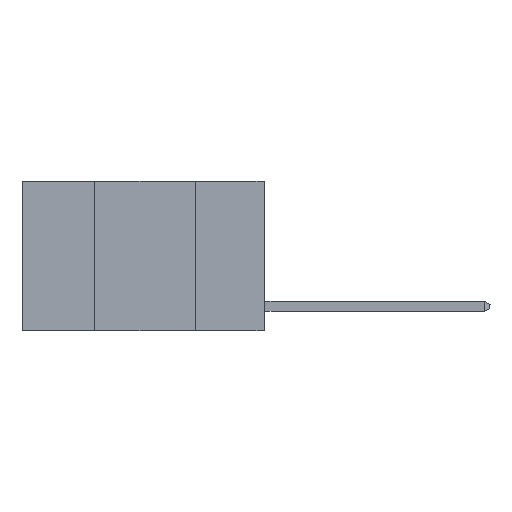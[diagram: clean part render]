
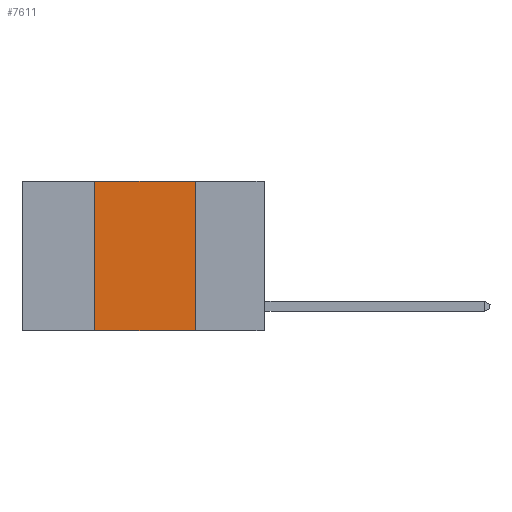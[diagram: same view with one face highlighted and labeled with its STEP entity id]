
A CAD part, left-side view. The second image highlights one B-rep face of the part: STEP entity #7611.
In plain terms, the highlighted planar face has unit normal (-1, 0, 0).
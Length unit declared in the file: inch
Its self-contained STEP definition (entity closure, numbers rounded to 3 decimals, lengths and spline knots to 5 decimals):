
#430 = ORIENTED_EDGE ( 'NONE', *, *, #7459, .F. ) ;
#1611 = CARTESIAN_POINT ( 'NONE',  ( 0., 0.6, -0.37 ) ) ;
#1673 = LINE ( 'NONE', #1611, #7717 ) ;
#1782 = DIRECTION ( 'NONE',  ( 0., 0., -1. ) ) ;
#2219 = EDGE_CURVE ( 'NONE', #9849, #11265, #11950, .T. ) ;
#2460 = EDGE_CURVE ( 'NONE', #9663, #9849, #9587, .T. ) ;
#2830 = CARTESIAN_POINT ( 'NONE',  ( 0., 0.42, -0.37 ) ) ;
#3107 = CARTESIAN_POINT ( 'NONE',  ( 0., 0.17, -0.37 ) ) ;
#4065 = VECTOR ( 'NONE', #11000, 39.37008 ) ;
#4383 = ORIENTED_EDGE ( 'NONE', *, *, #9880, .T. ) ;
#5122 = EDGE_LOOP ( 'NONE', ( #430, #10360, #10042, #4383 ) ) ;
#5228 = LINE ( 'NONE', #12532, #11512 ) ;
#5645 = DIRECTION ( 'NONE',  ( 0., 0., 1. ) ) ;
#5857 = DIRECTION ( 'NONE',  ( 0., 0., -1. ) ) ;
#6117 = FACE_OUTER_BOUND ( 'NONE', #5122, .T. ) ;
#6326 = CARTESIAN_POINT ( 'NONE',  ( 0., 0.42, 0. ) ) ;
#6803 = PLANE ( 'NONE',  #8706 ) ;
#6989 = CARTESIAN_POINT ( 'NONE',  ( 0., 0.6, 0. ) ) ;
#7139 = VECTOR ( 'NONE', #5645, 39.37008 ) ;
#7459 = EDGE_CURVE ( 'NONE', #11265, #11257, #5228, .T. ) ;
#7611 = ADVANCED_FACE ( 'NONE', ( #6117 ), #6803, .F. ) ;
#7717 = VECTOR ( 'NONE', #9436, 39.37008 ) ;
#8646 = CARTESIAN_POINT ( 'NONE',  ( 0., 0.42, 0. ) ) ;
#8706 = AXIS2_PLACEMENT_3D ( 'NONE', #6989, #10691, #5857 ) ;
#8917 = CARTESIAN_POINT ( 'NONE',  ( 0., 0.6, 0. ) ) ;
#9436 = DIRECTION ( 'NONE',  ( 0., -1., 0. ) ) ;
#9587 = LINE ( 'NONE', #8646, #7139 ) ;
#9663 = VERTEX_POINT ( 'NONE', #2830 ) ;
#9849 = VERTEX_POINT ( 'NONE', #6326 ) ;
#9880 = EDGE_CURVE ( 'NONE', #9663, #11257, #1673, .T. ) ;
#10042 = ORIENTED_EDGE ( 'NONE', *, *, #2460, .F. ) ;
#10360 = ORIENTED_EDGE ( 'NONE', *, *, #2219, .F. ) ;
#10691 = DIRECTION ( 'NONE',  ( 1., 0., 0. ) ) ;
#10863 = CARTESIAN_POINT ( 'NONE',  ( 0., 0.17, 0. ) ) ;
#11000 = DIRECTION ( 'NONE',  ( 0., -1., 0. ) ) ;
#11257 = VERTEX_POINT ( 'NONE', #3107 ) ;
#11265 = VERTEX_POINT ( 'NONE', #10863 ) ;
#11512 = VECTOR ( 'NONE', #1782, 39.37008 ) ;
#11950 = LINE ( 'NONE', #8917, #4065 ) ;
#12532 = CARTESIAN_POINT ( 'NONE',  ( 0., 0.17, 0. ) ) ;
